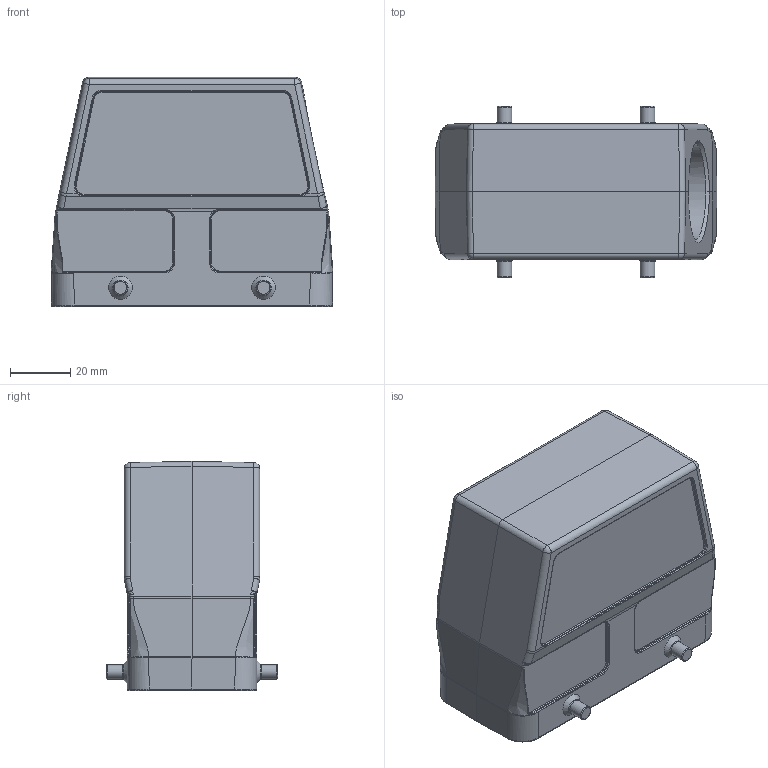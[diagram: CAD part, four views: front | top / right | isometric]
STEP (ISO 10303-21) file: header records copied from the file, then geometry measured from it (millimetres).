
FILE_DESCRIPTION(/* description */ (''),/* implementation_level */ '2;1');
FILE_NAME(/* name */ 'H16B-SEH-4B-XXX.stp',/* time_stamp */ '2022-03-24T21:22:59+08:00',/* author */ (''),/* organization */ (''),/* preprocessor_version */ 'ST-DEVELOPER v16',/* originating_system */ 'SIEMENS PLM Software NX 10.0',/* authorisation */ '');
FILE_SCHEMA (('AUTOMOTIVE_DESIGN { 1 0 10303 214 3 1 1 1 }'));
Length unit declared in the file: millimetre
Products named in the file (1): Admi1E20EE0A93nu
Bounding box: 93.5 x 57 x 76 mm (x, y, z)
Volume: 85621.6 mm3; surface area: 41891 mm2
Topology: 1 solids, 1 shells, 450 faces, 1072 edges, 611 vertices
Faces by surface type: cylinder 162, bspline 161, plane 90, cone 14, torus 13, sphere 10
Full cylindrical faces by diameter (mm): 4.8 x4, 32 x1
Entity records: 17598 total; most frequent: CARTESIAN_POINT 8754, ORIENTED_EDGE 2024, DIRECTION 1575, EDGE_CURVE 1012, AXIS2_PLACEMENT_3D 616, VERTEX_POINT 598, EDGE_LOOP 484, ADVANCED_FACE 449
